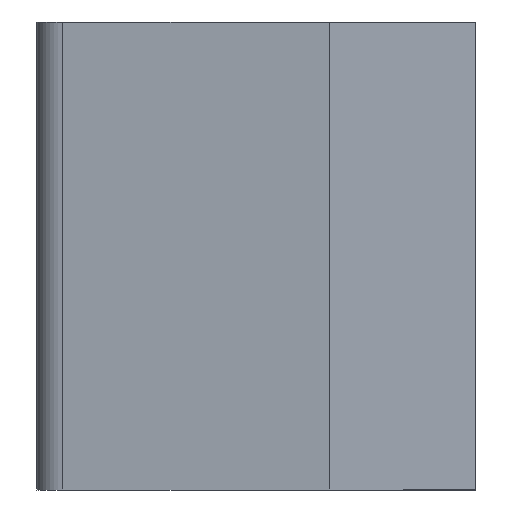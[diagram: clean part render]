
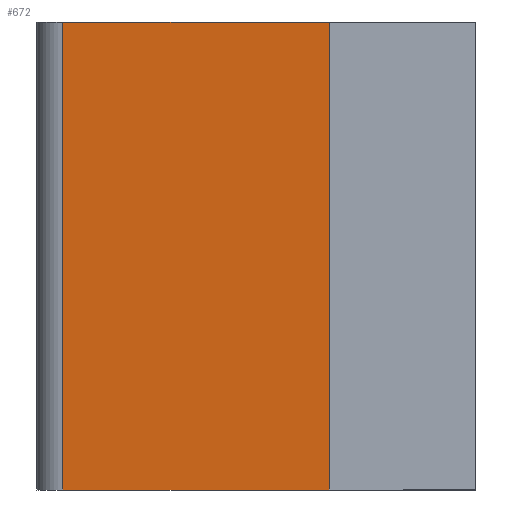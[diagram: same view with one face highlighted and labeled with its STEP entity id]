
A CAD part, left-side view. The second image highlights one B-rep face of the part: STEP entity #672.
In plain terms, the highlighted planar face has unit normal (-0.995, 0.1, 0).
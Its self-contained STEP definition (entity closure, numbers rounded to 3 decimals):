
#33 = DIRECTION ( 'NONE',  ( 0., 0., -1. ) ) ;
#107 = DIRECTION ( 'NONE',  ( 0.995, -0.1, 0. ) ) ;
#169 = VERTEX_POINT ( 'NONE', #844 ) ;
#252 = CARTESIAN_POINT ( 'NONE',  ( -0.6, 0.125, 0.4 ) ) ;
#290 = LINE ( 'NONE', #474, #574 ) ;
#315 = EDGE_CURVE ( 'NONE', #739, #1033, #1243, .T. ) ;
#335 = VECTOR ( 'NONE', #345, 1000. ) ;
#345 = DIRECTION ( 'NONE',  ( -0.1, -0.995, 0. ) ) ;
#357 = DIRECTION ( 'NONE',  ( -0.1, -0.995, 0. ) ) ;
#364 = VECTOR ( 'NONE', #33, 1000. ) ;
#474 = CARTESIAN_POINT ( 'NONE',  ( -0.6, 0.125, 0.4 ) ) ;
#574 = VECTOR ( 'NONE', #1127, 1000. ) ;
#624 = FACE_OUTER_BOUND ( 'NONE', #987, .T. ) ;
#646 = ORIENTED_EDGE ( 'NONE', *, *, #1347, .F. ) ;
#672 = ADVANCED_FACE ( 'NONE', ( #624 ), #1180, .F. ) ;
#695 = CARTESIAN_POINT ( 'NONE',  ( -0.555, 0.58, 0.4 ) ) ;
#739 = VERTEX_POINT ( 'NONE', #766 ) ;
#760 = CARTESIAN_POINT ( 'NONE',  ( -0.606, 0.061, 0.4 ) ) ;
#766 = CARTESIAN_POINT ( 'NONE',  ( -0.555, 0.58, 0.4 ) ) ;
#802 = VECTOR ( 'NONE', #357, 1000. ) ;
#803 = CARTESIAN_POINT ( 'NONE',  ( -0.606, 0.061, 0.4 ) ) ;
#842 = AXIS2_PLACEMENT_3D ( 'NONE', #760, #107, #874 ) ;
#844 = CARTESIAN_POINT ( 'NONE',  ( -0.6, 0.125, -0.4 ) ) ;
#874 = DIRECTION ( 'NONE',  ( 0.1, 0.995, 0. ) ) ;
#879 = ORIENTED_EDGE ( 'NONE', *, *, #315, .T. ) ;
#889 = LINE ( 'NONE', #1118, #335 ) ;
#892 = CARTESIAN_POINT ( 'NONE',  ( -0.555, 0.58, -0.4 ) ) ;
#987 = EDGE_LOOP ( 'NONE', ( #1043, #879, #1071, #646 ) ) ;
#1033 = VERTEX_POINT ( 'NONE', #892 ) ;
#1043 = ORIENTED_EDGE ( 'NONE', *, *, #1382, .F. ) ;
#1062 = EDGE_CURVE ( 'NONE', #1033, #169, #889, .T. ) ;
#1071 = ORIENTED_EDGE ( 'NONE', *, *, #1062, .T. ) ;
#1118 = CARTESIAN_POINT ( 'NONE',  ( -0.606, 0.061, -0.4 ) ) ;
#1127 = DIRECTION ( 'NONE',  ( 0., 0., -1. ) ) ;
#1145 = VERTEX_POINT ( 'NONE', #252 ) ;
#1180 = PLANE ( 'NONE',  #842 ) ;
#1243 = LINE ( 'NONE', #695, #364 ) ;
#1347 = EDGE_CURVE ( 'NONE', #1145, #169, #290, .T. ) ;
#1382 = EDGE_CURVE ( 'NONE', #739, #1145, #1408, .T. ) ;
#1408 = LINE ( 'NONE', #803, #802 ) ;
